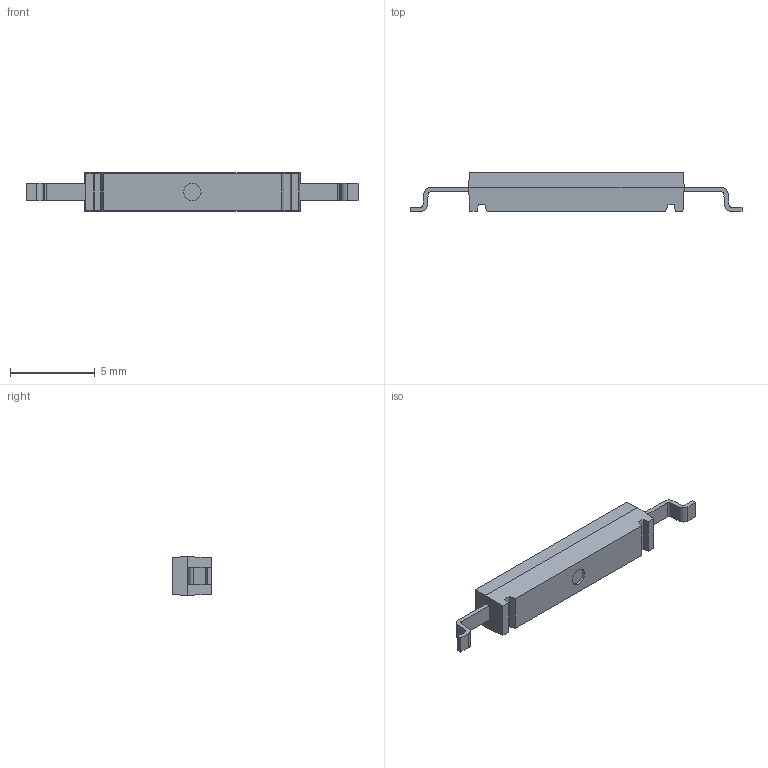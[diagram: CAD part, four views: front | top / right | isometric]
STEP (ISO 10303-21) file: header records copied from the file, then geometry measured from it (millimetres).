
FILE_DESCRIPTION((''),'2;1');
FILE_NAME('CT10-XXXX-G4 (A).stp','2013-06-04T10:45:48',('odafonseca'),(''),'Autodesk Inventor 2013','Autodesk Inventor 2013','');
FILE_SCHEMA(('AUTOMOTIVE_DESIGN { 1 0 10303 214 1 1 1 1 }'));
Length unit declared in the file: inch
Products named in the file (4): CT10-XXXX-G4.iam (LevelofDetail1); CT10-XXXX-G4; 0114-0205 Formed for G4; 0114-0205 Formed for G4_1
Assembly tree (3 placements, depth 2):
  CT10-XXXX-G4.iam (LevelofDetail1)
    CT10-XXXX-G4
    0114-0205 Formed for G4
    0114-0205 Formed for G4_1
Bounding box: 19.56 x 2.29 x 2.29 mm (x, y, z)
Volume: 65.8 mm3; surface area: 150.3 mm2
Topology: 3 solids, 3 shells, 48 faces, 119 edges, 78 vertices
Faces by surface type: plane 39, cylinder 9
Full cylindrical faces by diameter (mm): 1.016 x1
Entity records: 1531 total; most frequent: CARTESIAN_POINT 251, DIRECTION 246, ORIENTED_EDGE 236, EDGE_CURVE 118, VECTOR 100, LINE 100, VERTEX_POINT 78, AXIS2_PLACEMENT_3D 73
